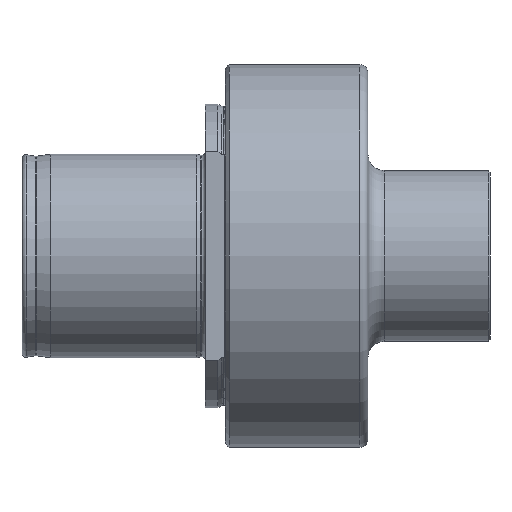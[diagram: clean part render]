
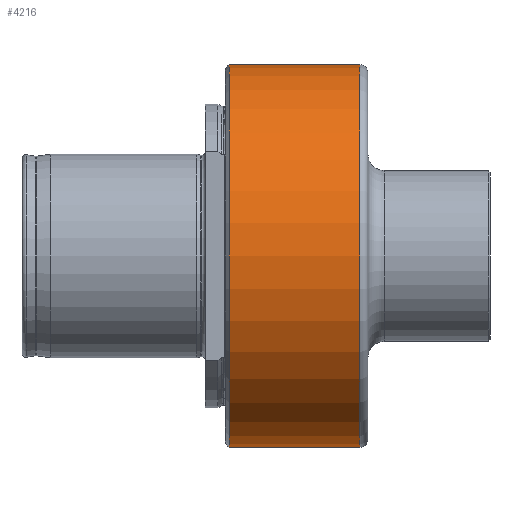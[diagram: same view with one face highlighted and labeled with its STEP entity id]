
A CAD part, front view. The second image highlights one B-rep face of the part: STEP entity #4216.
In plain terms, the highlighted cylindrical face has radius 47 mm (diameter 94 mm), a partial arc.
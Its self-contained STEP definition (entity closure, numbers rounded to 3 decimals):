
#19 = CARTESIAN_POINT ( 'NONE',  ( 83., 0., -47. ) ) ;
#333 = AXIS2_PLACEMENT_3D ( 'NONE', #3420, #3449, #3388 ) ;
#1028 = EDGE_LOOP ( 'NONE', ( #2668, #2609, #2447, #2399 ) ) ;
#1266 = CARTESIAN_POINT ( 'NONE',  ( 83., 0., 0. ) ) ;
#1272 = DIRECTION ( 'NONE',  ( 0., 0., 1. ) ) ;
#1281 = DIRECTION ( 'NONE',  ( -1., 0., 0. ) ) ;
#1319 = AXIS2_PLACEMENT_3D ( 'NONE', #1266, #1281, #1272 ) ;
#1357 = AXIS2_PLACEMENT_3D ( 'NONE', #4571, #4579, #4585 ) ;
#1439 = CIRCLE ( 'NONE', #1319, 47. ) ;
#1516 = FACE_OUTER_BOUND ( 'NONE', #1028, .T. ) ;
#1707 = CARTESIAN_POINT ( 'NONE',  ( 50.9, 0., 47. ) ) ;
#1940 = VERTEX_POINT ( 'NONE', #3636 ) ;
#1986 = DIRECTION ( 'NONE',  ( -1., 0., 0. ) ) ;
#2071 = VERTEX_POINT ( 'NONE', #1707 ) ;
#2280 = CARTESIAN_POINT ( 'NONE',  ( 0., 0., 47. ) ) ;
#2361 = VECTOR ( 'NONE', #2432, 1000. ) ;
#2399 = ORIENTED_EDGE ( 'NONE', *, *, #2482, .F. ) ;
#2432 = DIRECTION ( 'NONE',  ( -1., 0., 0. ) ) ;
#2447 = ORIENTED_EDGE ( 'NONE', *, *, #3866, .T. ) ;
#2450 = CIRCLE ( 'NONE', #1357, 47. ) ;
#2477 = CARTESIAN_POINT ( 'NONE',  ( 0., 0., -47. ) ) ;
#2482 = EDGE_CURVE ( 'NONE', #2785, #2071, #2450, .T. ) ;
#2587 = EDGE_CURVE ( 'NONE', #4199, #1940, #1439, .T. ) ;
#2609 = ORIENTED_EDGE ( 'NONE', *, *, #2587, .T. ) ;
#2668 = ORIENTED_EDGE ( 'NONE', *, *, #3848, .F. ) ;
#2785 = VERTEX_POINT ( 'NONE', #3784 ) ;
#3091 = VECTOR ( 'NONE', #1986, 1000. ) ;
#3388 = DIRECTION ( 'NONE',  ( 0., 0., 1. ) ) ;
#3420 = CARTESIAN_POINT ( 'NONE',  ( 0., 0., 0. ) ) ;
#3449 = DIRECTION ( 'NONE',  ( -1., 0., 0. ) ) ;
#3636 = CARTESIAN_POINT ( 'NONE',  ( 83., 0., 47. ) ) ;
#3784 = CARTESIAN_POINT ( 'NONE',  ( 50.9, 0., -47. ) ) ;
#3848 = EDGE_CURVE ( 'NONE', #4199, #2785, #4272, .T. ) ;
#3866 = EDGE_CURVE ( 'NONE', #1940, #2071, #4047, .T. ) ;
#4047 = LINE ( 'NONE', #2280, #3091 ) ;
#4158 = CYLINDRICAL_SURFACE ( 'NONE', #333, 47. ) ;
#4199 = VERTEX_POINT ( 'NONE', #19 ) ;
#4216 = ADVANCED_FACE ( 'NONE', ( #1516 ), #4158, .T. ) ;
#4272 = LINE ( 'NONE', #2477, #2361 ) ;
#4571 = CARTESIAN_POINT ( 'NONE',  ( 50.9, 0., 0. ) ) ;
#4579 = DIRECTION ( 'NONE',  ( -1., 0., 0. ) ) ;
#4585 = DIRECTION ( 'NONE',  ( 0., 0., 1. ) ) ;
